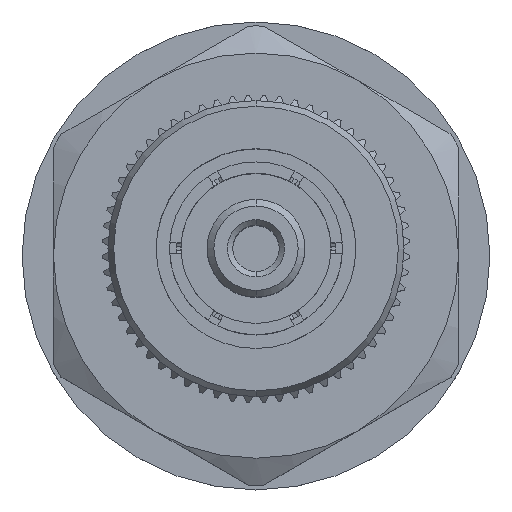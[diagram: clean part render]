
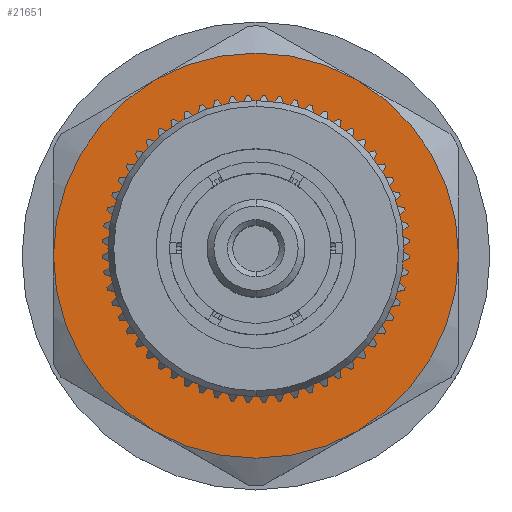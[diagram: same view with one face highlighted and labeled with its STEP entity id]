
A CAD part, top view. The second image highlights one B-rep face of the part: STEP entity #21651.
In plain terms, the highlighted face is planar.
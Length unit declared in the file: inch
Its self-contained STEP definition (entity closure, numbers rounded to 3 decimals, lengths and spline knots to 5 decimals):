
#150 = CIRCLE ( 'NONE', #26950, 0.375 ) ;
#214 = ORIENTED_EDGE ( 'NONE', *, *, #8463, .F. ) ;
#1213 = CIRCLE ( 'NONE', #26477, 0.22244 ) ;
#1989 = CIRCLE ( 'NONE', #28816, 0.375 ) ;
#3815 = CIRCLE ( 'NONE', #10670, 0.375 ) ;
#5944 = VERTEX_POINT ( 'NONE', #21542 ) ;
#6961 = DIRECTION ( 'NONE',  ( 0., 0., -1. ) ) ;
#7150 = CARTESIAN_POINT ( 'NONE',  ( 1.46457, 0., 0. ) ) ;
#7554 = ORIENTED_EDGE ( 'NONE', *, *, #23590, .F. ) ;
#7582 = CARTESIAN_POINT ( 'NONE',  ( 1.46457, -0.32476, -0.1875 ) ) ;
#8463 = EDGE_CURVE ( 'NONE', #30374, #41366, #41740, .T. ) ;
#8929 = DIRECTION ( 'NONE',  ( -1., 0., 0. ) ) ;
#9170 = ORIENTED_EDGE ( 'NONE', *, *, #21435, .F. ) ;
#9638 = DIRECTION ( 'NONE',  ( -1., 0., 0. ) ) ;
#9654 = VERTEX_POINT ( 'NONE', #39067 ) ;
#9871 = DIRECTION ( 'NONE',  ( 0., 0., -1. ) ) ;
#10069 = FACE_BOUND ( 'NONE', #43156, .T. ) ;
#10093 = EDGE_CURVE ( 'NONE', #5944, #19276, #19490, .T. ) ;
#10533 = FACE_OUTER_BOUND ( 'NONE', #42964, .T. ) ;
#10670 = AXIS2_PLACEMENT_3D ( 'NONE', #20702, #24548, #39142 ) ;
#12277 = DIRECTION ( 'NONE',  ( 0., 0., 1. ) ) ;
#12280 = DIRECTION ( 'NONE',  ( 0., 0., 1. ) ) ;
#12415 = DIRECTION ( 'NONE',  ( -1., 0., 0. ) ) ;
#13538 = DIRECTION ( 'NONE',  ( 0., 0., 1. ) ) ;
#13811 = CARTESIAN_POINT ( 'NONE',  ( 1.46457, 0.32476, -0.1875 ) ) ;
#14565 = DIRECTION ( 'NONE',  ( 0., 0., -1. ) ) ;
#16725 = CARTESIAN_POINT ( 'NONE',  ( 1.46457, 0., 0. ) ) ;
#19276 = VERTEX_POINT ( 'NONE', #7582 ) ;
#19490 = CIRCLE ( 'NONE', #26379, 0.375 ) ;
#19510 = CARTESIAN_POINT ( 'NONE',  ( 1.46457, 0., 0. ) ) ;
#20015 = ORIENTED_EDGE ( 'NONE', *, *, #39499, .T. ) ;
#20702 = CARTESIAN_POINT ( 'NONE',  ( 1.46457, 0., 0. ) ) ;
#21081 = AXIS2_PLACEMENT_3D ( 'NONE', #19510, #45148, #12280 ) ;
#21435 = EDGE_CURVE ( 'NONE', #19276, #30374, #23811, .T. ) ;
#21542 = CARTESIAN_POINT ( 'NONE',  ( 1.46457, 0., -0.375 ) ) ;
#21651 = ADVANCED_FACE ( 'NONE', ( #10069, #10533 ), #39093, .T. ) ;
#21729 = CARTESIAN_POINT ( 'NONE',  ( 1.46457, 0., 0. ) ) ;
#23590 = EDGE_CURVE ( 'NONE', #41366, #29271, #150, .T. ) ;
#23811 = CIRCLE ( 'NONE', #32227, 0.375 ) ;
#24224 = VERTEX_POINT ( 'NONE', #28920 ) ;
#24548 = DIRECTION ( 'NONE',  ( -1., 0., 0. ) ) ;
#26379 = AXIS2_PLACEMENT_3D ( 'NONE', #26700, #8929, #12277 ) ;
#26477 = AXIS2_PLACEMENT_3D ( 'NONE', #7150, #39522, #14565 ) ;
#26700 = CARTESIAN_POINT ( 'NONE',  ( 1.46457, 0., 0. ) ) ;
#26950 = AXIS2_PLACEMENT_3D ( 'NONE', #16725, #12415, #30679 ) ;
#26952 = EDGE_CURVE ( 'NONE', #9654, #24224, #1213, .T. ) ;
#27476 = CARTESIAN_POINT ( 'NONE',  ( 1.46457, 0.32476, 0.1875 ) ) ;
#27867 = ORIENTED_EDGE ( 'NONE', *, *, #10093, .F. ) ;
#28082 = CARTESIAN_POINT ( 'NONE',  ( 1.46457, 0., 0. ) ) ;
#28404 = AXIS2_PLACEMENT_3D ( 'NONE', #28082, #32617, #6961 ) ;
#28816 = AXIS2_PLACEMENT_3D ( 'NONE', #21729, #32267, #13538 ) ;
#28920 = CARTESIAN_POINT ( 'NONE',  ( 1.46457, 0., -0.22244 ) ) ;
#29271 = VERTEX_POINT ( 'NONE', #27476 ) ;
#29577 = DIRECTION ( 'NONE',  ( 0., 0., 1. ) ) ;
#29852 = CIRCLE ( 'NONE', #35923, 0.22244 ) ;
#30223 = EDGE_CURVE ( 'NONE', #37858, #5944, #1989, .T. ) ;
#30374 = VERTEX_POINT ( 'NONE', #31505 ) ;
#30679 = DIRECTION ( 'NONE',  ( 0., 0., 1. ) ) ;
#30992 = ORIENTED_EDGE ( 'NONE', *, *, #30223, .F. ) ;
#31505 = CARTESIAN_POINT ( 'NONE',  ( 1.46457, -0.32476, 0.1875 ) ) ;
#32227 = AXIS2_PLACEMENT_3D ( 'NONE', #40338, #44656, #29577 ) ;
#32267 = DIRECTION ( 'NONE',  ( -1., 0., 0. ) ) ;
#32617 = DIRECTION ( 'NONE',  ( 1., 0., 0. ) ) ;
#33131 = ORIENTED_EDGE ( 'NONE', *, *, #40577, .F. ) ;
#34944 = CARTESIAN_POINT ( 'NONE',  ( 1.46457, 0., 0.375 ) ) ;
#35923 = AXIS2_PLACEMENT_3D ( 'NONE', #42512, #9638, #9871 ) ;
#37858 = VERTEX_POINT ( 'NONE', #13811 ) ;
#39067 = CARTESIAN_POINT ( 'NONE',  ( 1.46457, 0., 0.22244 ) ) ;
#39093 = PLANE ( 'NONE',  #28404 ) ;
#39142 = DIRECTION ( 'NONE',  ( 0., 0., 1. ) ) ;
#39499 = EDGE_CURVE ( 'NONE', #24224, #9654, #29852, .T. ) ;
#39522 = DIRECTION ( 'NONE',  ( -1., 0., 0. ) ) ;
#39532 = ORIENTED_EDGE ( 'NONE', *, *, #26952, .T. ) ;
#40338 = CARTESIAN_POINT ( 'NONE',  ( 1.46457, 0., 0. ) ) ;
#40577 = EDGE_CURVE ( 'NONE', #29271, #37858, #3815, .T. ) ;
#41366 = VERTEX_POINT ( 'NONE', #34944 ) ;
#41740 = CIRCLE ( 'NONE', #21081, 0.375 ) ;
#42512 = CARTESIAN_POINT ( 'NONE',  ( 1.46457, 0., 0. ) ) ;
#42964 = EDGE_LOOP ( 'NONE', ( #214, #9170, #27867, #30992, #33131, #7554 ) ) ;
#43156 = EDGE_LOOP ( 'NONE', ( #20015, #39532 ) ) ;
#44656 = DIRECTION ( 'NONE',  ( -1., 0., 0. ) ) ;
#45148 = DIRECTION ( 'NONE',  ( -1., 0., 0. ) ) ;
